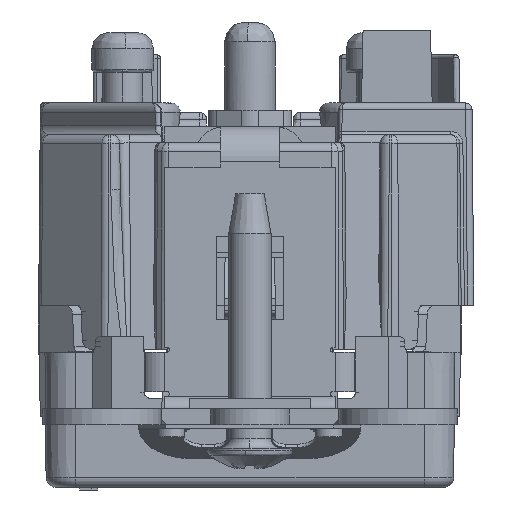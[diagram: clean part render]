
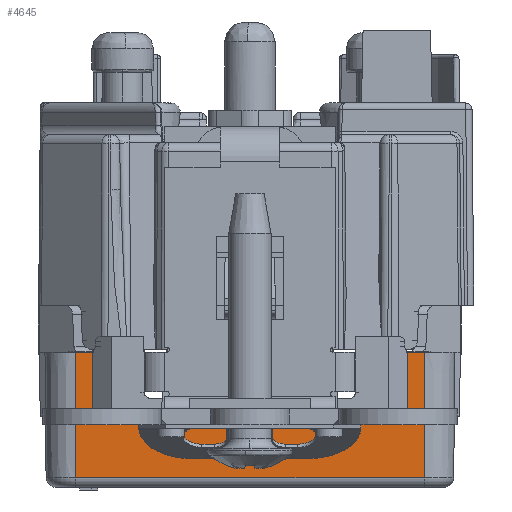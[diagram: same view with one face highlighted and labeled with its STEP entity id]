
A CAD part, front view. The second image highlights one B-rep face of the part: STEP entity #4645.
In plain terms, the highlighted planar face has unit normal (0, -1, -0.009).
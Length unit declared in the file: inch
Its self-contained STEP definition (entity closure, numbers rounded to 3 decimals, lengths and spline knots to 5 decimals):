
#3265 = ORIENTED_EDGE ( 'NONE', *, *, #62121, .T. ) ;
#4017 = DIRECTION ( 'NONE',  ( 1., 0., 0. ) ) ;
#4645 = ADVANCED_FACE ( 'NONE', ( #13941 ), #29117, .T. ) ;
#4652 = DIRECTION ( 'NONE',  ( 1., 0., 0. ) ) ;
#7059 = VECTOR ( 'NONE', #4017, 39.37008 ) ;
#8691 = EDGE_CURVE ( 'NONE', #14631, #72596, #33658, .T. ) ;
#10283 = ORIENTED_EDGE ( 'NONE', *, *, #42498, .T. ) ;
#11121 = LINE ( 'NONE', #40168, #7059 ) ;
#11536 = CARTESIAN_POINT ( 'NONE',  ( 0.4998, -1.30874, -0.30828 ) ) ;
#11931 = ORIENTED_EDGE ( 'NONE', *, *, #73004, .F. ) ;
#13348 = DIRECTION ( 'NONE',  ( -1., 0., 0. ) ) ;
#13941 = FACE_OUTER_BOUND ( 'NONE', #21592, .T. ) ;
#14631 = VERTEX_POINT ( 'NONE', #75714 ) ;
#18146 = LINE ( 'NONE', #40028, #66324 ) ;
#20007 = EDGE_CURVE ( 'NONE', #88136, #75141, #78638, .T. ) ;
#20896 = LINE ( 'NONE', #22295, #45880 ) ;
#21592 = EDGE_LOOP ( 'NONE', ( #31530, #60050, #10283, #63681, #11931, #3265, #32672, #80717 ) ) ;
#21963 = DIRECTION ( 'NONE',  ( 0., 0.009, -1. ) ) ;
#21992 = CARTESIAN_POINT ( 'NONE',  ( 0.552, -1.305, -0.73732 ) ) ;
#22295 = CARTESIAN_POINT ( 'NONE',  ( 0.82421, -1.30695, -0.51432 ) ) ;
#22949 = CARTESIAN_POINT ( 'NONE',  ( -0.49805, -1.30695, -0.51432 ) ) ;
#26734 = CARTESIAN_POINT ( 'NONE',  ( -0.4988, -1.30874, -0.30828 ) ) ;
#29117 = PLANE ( 'NONE',  #54683 ) ;
#31530 = ORIENTED_EDGE ( 'NONE', *, *, #65981, .T. ) ;
#32177 = CARTESIAN_POINT ( 'NONE',  ( -0.86957, -1.30874, -0.30828 ) ) ;
#32672 = ORIENTED_EDGE ( 'NONE', *, *, #20007, .F. ) ;
#33658 = LINE ( 'NONE', #78428, #92227 ) ;
#34768 = EDGE_CURVE ( 'NONE', #65994, #44002, #11121, .T. ) ;
#39303 = VERTEX_POINT ( 'NONE', #71899 ) ;
#39819 = DIRECTION ( 'NONE',  ( -1., 0., 0. ) ) ;
#40028 = CARTESIAN_POINT ( 'NONE',  ( 0.49904, -1.30691, -0.51844 ) ) ;
#40168 = CARTESIAN_POINT ( 'NONE',  ( 0.49726, -1.30874, -0.30828 ) ) ;
#42496 = VECTOR ( 'NONE', #39819, 39.37008 ) ;
#42498 = EDGE_CURVE ( 'NONE', #72596, #44002, #66312, .T. ) ;
#44002 = VERTEX_POINT ( 'NONE', #91799 ) ;
#45314 = VECTOR ( 'NONE', #50644, 39.37008 ) ;
#45880 = VECTOR ( 'NONE', #13348, 39.37008 ) ;
#46332 = CARTESIAN_POINT ( 'NONE',  ( -0.552, -1.305, -0.73732 ) ) ;
#46798 = LINE ( 'NONE', #46332, #50771 ) ;
#47217 = DIRECTION ( 'NONE',  ( 0.004, -0.009, 1. ) ) ;
#50644 = DIRECTION ( 'NONE',  ( 0., -0.009, 1. ) ) ;
#50771 = VECTOR ( 'NONE', #83888, 39.37008 ) ;
#50915 = CARTESIAN_POINT ( 'NONE',  ( -0.552, -1.30874, -0.30828 ) ) ;
#53702 = LINE ( 'NONE', #32177, #42496 ) ;
#54683 = AXIS2_PLACEMENT_3D ( 'NONE', #58259, #87185, #21963 ) ;
#57240 = VERTEX_POINT ( 'NONE', #50915 ) ;
#57422 = CARTESIAN_POINT ( 'NONE',  ( 0.552, -1.30526, -0.70758 ) ) ;
#58259 = CARTESIAN_POINT ( 'NONE',  ( 0.82421, -1.305, -0.73732 ) ) ;
#60050 = ORIENTED_EDGE ( 'NONE', *, *, #8691, .T. ) ;
#62121 = EDGE_CURVE ( 'NONE', #39303, #75141, #20896, .T. ) ;
#63681 = ORIENTED_EDGE ( 'NONE', *, *, #34768, .F. ) ;
#64842 = DIRECTION ( 'NONE',  ( 0.004, 0.009, -1. ) ) ;
#65981 = EDGE_CURVE ( 'NONE', #57240, #14631, #46798, .T. ) ;
#65994 = VERTEX_POINT ( 'NONE', #11536 ) ;
#66312 = LINE ( 'NONE', #21992, #45314 ) ;
#66324 = VECTOR ( 'NONE', #47217, 39.37008 ) ;
#71899 = CARTESIAN_POINT ( 'NONE',  ( 0.49905, -1.30695, -0.51432 ) ) ;
#72461 = CARTESIAN_POINT ( 'NONE',  ( -0.49803, -1.30688, -0.52139 ) ) ;
#72596 = VERTEX_POINT ( 'NONE', #57422 ) ;
#73004 = EDGE_CURVE ( 'NONE', #39303, #65994, #18146, .T. ) ;
#75141 = VERTEX_POINT ( 'NONE', #22949 ) ;
#75714 = CARTESIAN_POINT ( 'NONE',  ( -0.552, -1.30526, -0.70758 ) ) ;
#77704 = EDGE_CURVE ( 'NONE', #88136, #57240, #53702, .T. ) ;
#78428 = CARTESIAN_POINT ( 'NONE',  ( 0.82421, -1.30526, -0.70758 ) ) ;
#78638 = LINE ( 'NONE', #72461, #87972 ) ;
#80717 = ORIENTED_EDGE ( 'NONE', *, *, #77704, .T. ) ;
#83888 = DIRECTION ( 'NONE',  ( 0., 0.009, -1. ) ) ;
#87185 = DIRECTION ( 'NONE',  ( 0., -1., -0.009 ) ) ;
#87972 = VECTOR ( 'NONE', #64842, 39.37008 ) ;
#88136 = VERTEX_POINT ( 'NONE', #26734 ) ;
#91799 = CARTESIAN_POINT ( 'NONE',  ( 0.552, -1.30874, -0.30828 ) ) ;
#92227 = VECTOR ( 'NONE', #4652, 39.37008 ) ;
